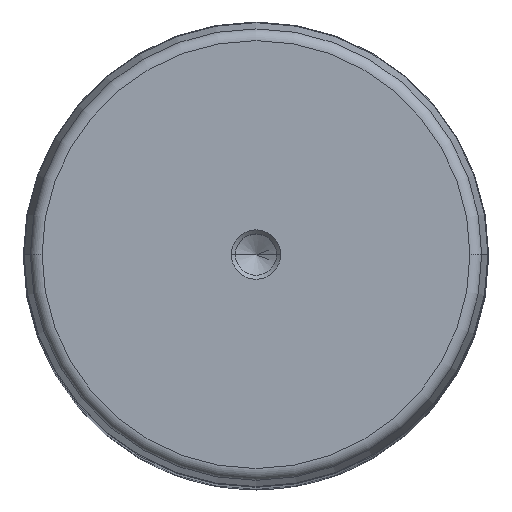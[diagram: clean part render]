
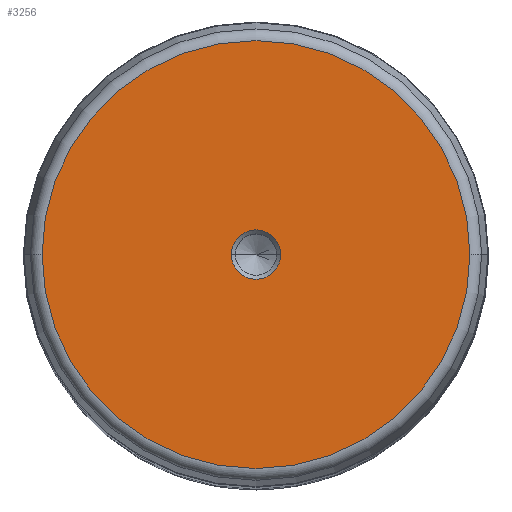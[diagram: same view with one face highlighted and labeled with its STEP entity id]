
A CAD part, top view. The second image highlights one B-rep face of the part: STEP entity #3256.
In plain terms, the highlighted planar face has unit normal (0, 0, 1).
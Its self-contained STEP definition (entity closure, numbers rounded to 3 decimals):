
#76 = CARTESIAN_POINT ( 'NONE',  ( 6.1, 0., 400. ) ) ;
#239 = CIRCLE ( 'NONE', #1167, 52.879 ) ;
#265 = DIRECTION ( 'NONE',  ( 0., 0., -1. ) ) ;
#285 = AXIS2_PLACEMENT_3D ( 'NONE', #1214, #1187, #609 ) ;
#292 = CARTESIAN_POINT ( 'NONE',  ( 0., 0., 400. ) ) ;
#417 = CIRCLE ( 'NONE', #285, 6.1 ) ;
#484 = PLANE ( 'NONE',  #2550 ) ;
#609 = DIRECTION ( 'NONE',  ( 1., 0., 0. ) ) ;
#800 = CARTESIAN_POINT ( 'NONE',  ( -52.879, 0., 400. ) ) ;
#865 = ORIENTED_EDGE ( 'NONE', *, *, #1482, .T. ) ;
#1053 = DIRECTION ( 'NONE',  ( 1., 0., 0. ) ) ;
#1134 = VERTEX_POINT ( 'NONE', #1499 ) ;
#1167 = AXIS2_PLACEMENT_3D ( 'NONE', #292, #2862, #3373 ) ;
#1187 = DIRECTION ( 'NONE',  ( 0., 0., -1. ) ) ;
#1193 = EDGE_CURVE ( 'NONE', #2144, #1134, #417, .T. ) ;
#1214 = CARTESIAN_POINT ( 'NONE',  ( 0., 0., 400. ) ) ;
#1259 = CARTESIAN_POINT ( 'NONE',  ( 52.879, 0., 400. ) ) ;
#1321 = EDGE_CURVE ( 'NONE', #2633, #3652, #1756, .T. ) ;
#1482 = EDGE_CURVE ( 'NONE', #1134, #2144, #1944, .T. ) ;
#1499 = CARTESIAN_POINT ( 'NONE',  ( -6.1, 0., 400. ) ) ;
#1516 = FACE_BOUND ( 'NONE', #2970, .T. ) ;
#1547 = EDGE_CURVE ( 'NONE', #3652, #2633, #239, .T. ) ;
#1671 = EDGE_LOOP ( 'NONE', ( #3245, #1711 ) ) ;
#1688 = FACE_OUTER_BOUND ( 'NONE', #1671, .T. ) ;
#1711 = ORIENTED_EDGE ( 'NONE', *, *, #1547, .F. ) ;
#1756 = CIRCLE ( 'NONE', #2704, 52.879 ) ;
#1837 = DIRECTION ( 'NONE',  ( -1., 0., 0. ) ) ;
#1894 = AXIS2_PLACEMENT_3D ( 'NONE', #3663, #265, #2262 ) ;
#1944 = CIRCLE ( 'NONE', #1894, 6.1 ) ;
#1967 = ORIENTED_EDGE ( 'NONE', *, *, #1193, .T. ) ;
#2144 = VERTEX_POINT ( 'NONE', #76 ) ;
#2262 = DIRECTION ( 'NONE',  ( 1., 0., 0. ) ) ;
#2387 = CARTESIAN_POINT ( 'NONE',  ( 0., 0., 400. ) ) ;
#2550 = AXIS2_PLACEMENT_3D ( 'NONE', #3621, #2754, #1053 ) ;
#2633 = VERTEX_POINT ( 'NONE', #800 ) ;
#2704 = AXIS2_PLACEMENT_3D ( 'NONE', #2387, #3557, #1837 ) ;
#2754 = DIRECTION ( 'NONE',  ( 0., 0., 1. ) ) ;
#2862 = DIRECTION ( 'NONE',  ( 0., 0., -1. ) ) ;
#2970 = EDGE_LOOP ( 'NONE', ( #1967, #865 ) ) ;
#3245 = ORIENTED_EDGE ( 'NONE', *, *, #1321, .F. ) ;
#3256 = ADVANCED_FACE ( 'NONE', ( #1516, #1688 ), #484, .T. ) ;
#3373 = DIRECTION ( 'NONE',  ( -1., 0., 0. ) ) ;
#3557 = DIRECTION ( 'NONE',  ( 0., 0., -1. ) ) ;
#3621 = CARTESIAN_POINT ( 'NONE',  ( 0., 0., 400. ) ) ;
#3652 = VERTEX_POINT ( 'NONE', #1259 ) ;
#3663 = CARTESIAN_POINT ( 'NONE',  ( 0., 0., 400. ) ) ;
